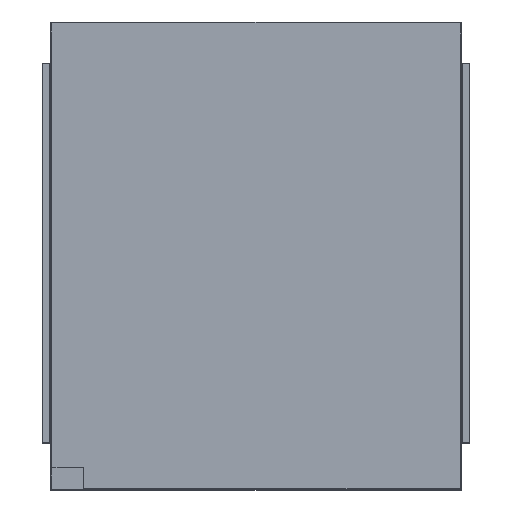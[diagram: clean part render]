
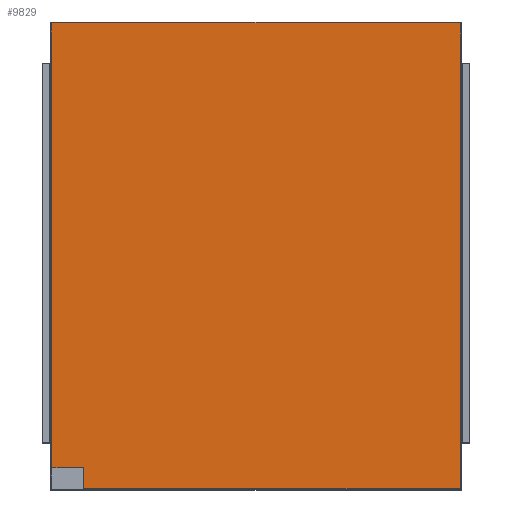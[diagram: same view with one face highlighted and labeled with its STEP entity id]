
A CAD part, top view. The second image highlights one B-rep face of the part: STEP entity #9829.
In plain terms, the highlighted planar face has unit normal (0, 0, 1).
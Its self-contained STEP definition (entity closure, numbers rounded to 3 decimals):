
#50 = LINE ( 'NONE', #5919, #12814 ) ;
#219 = ORIENTED_EDGE ( 'NONE', *, *, #5655, .F. ) ;
#616 = DIRECTION ( 'NONE',  ( 0., 1., 0. ) ) ;
#2089 = CARTESIAN_POINT ( 'NONE',  ( -315., 40., 305. ) ) ;
#2573 = VERTEX_POINT ( 'NONE', #2983 ) ;
#2712 = DIRECTION ( 'NONE',  ( -1., 0., 0. ) ) ;
#2745 = VECTOR ( 'NONE', #616, 1000. ) ;
#2983 = CARTESIAN_POINT ( 'NONE',  ( 375., 853.263, 305. ) ) ;
#3400 = EDGE_CURVE ( 'NONE', #8957, #2573, #6202, .T. ) ;
#3923 = EDGE_CURVE ( 'NONE', #8957, #18722, #18704, .T. ) ;
#3930 = CARTESIAN_POINT ( 'NONE',  ( 375., 1.737, 305. ) ) ;
#4550 = ORIENTED_EDGE ( 'NONE', *, *, #3400, .T. ) ;
#5655 = EDGE_CURVE ( 'NONE', #15882, #6754, #50, .T. ) ;
#5919 = CARTESIAN_POINT ( 'NONE',  ( -315., 40., 305. ) ) ;
#6202 = LINE ( 'NONE', #6301, #9274 ) ;
#6301 = CARTESIAN_POINT ( 'NONE',  ( 375., 0., 305. ) ) ;
#6391 = DIRECTION ( 'NONE',  ( 0., 1., 0. ) ) ;
#6754 = VERTEX_POINT ( 'NONE', #11145 ) ;
#7278 = FACE_OUTER_BOUND ( 'NONE', #17521, .T. ) ;
#7415 = VERTEX_POINT ( 'NONE', #18267 ) ;
#7425 = EDGE_CURVE ( 'NONE', #6754, #7415, #11073, .T. ) ;
#7897 = CARTESIAN_POINT ( 'NONE',  ( 375., 1.737, 305. ) ) ;
#8262 = DIRECTION ( 'NONE',  ( -1., 0., 0. ) ) ;
#8918 = CARTESIAN_POINT ( 'NONE',  ( 375., 0., 305. ) ) ;
#8957 = VERTEX_POINT ( 'NONE', #7897 ) ;
#8975 = CARTESIAN_POINT ( 'NONE',  ( -315., 0., 305. ) ) ;
#9271 = AXIS2_PLACEMENT_3D ( 'NONE', #8918, #11695, #14765 ) ;
#9274 = VECTOR ( 'NONE', #6391, 1000. ) ;
#9515 = ORIENTED_EDGE ( 'NONE', *, *, #3923, .F. ) ;
#9829 = ADVANCED_FACE ( 'NONE', ( #7278 ), #11603, .T. ) ;
#10909 = DIRECTION ( 'NONE',  ( -1., 0., 0. ) ) ;
#11009 = EDGE_CURVE ( 'NONE', #2573, #7415, #14410, .T. ) ;
#11073 = LINE ( 'NONE', #13763, #2745 ) ;
#11145 = CARTESIAN_POINT ( 'NONE',  ( -375., 40., 305. ) ) ;
#11154 = VECTOR ( 'NONE', #18946, 1000. ) ;
#11312 = CARTESIAN_POINT ( 'NONE',  ( -315., 1.737, 305. ) ) ;
#11603 = PLANE ( 'NONE',  #9271 ) ;
#11695 = DIRECTION ( 'NONE',  ( 0., 0., 1. ) ) ;
#12042 = ORIENTED_EDGE ( 'NONE', *, *, #7425, .F. ) ;
#12814 = VECTOR ( 'NONE', #10909, 1000. ) ;
#13147 = EDGE_CURVE ( 'NONE', #18722, #15882, #14720, .T. ) ;
#13763 = CARTESIAN_POINT ( 'NONE',  ( -375., 0., 305. ) ) ;
#14410 = LINE ( 'NONE', #17671, #14500 ) ;
#14500 = VECTOR ( 'NONE', #2712, 1000. ) ;
#14720 = LINE ( 'NONE', #8975, #11154 ) ;
#14765 = DIRECTION ( 'NONE',  ( 1., 0., 0. ) ) ;
#15681 = ORIENTED_EDGE ( 'NONE', *, *, #11009, .T. ) ;
#15882 = VERTEX_POINT ( 'NONE', #2089 ) ;
#16936 = VECTOR ( 'NONE', #8262, 1000. ) ;
#17521 = EDGE_LOOP ( 'NONE', ( #219, #17995, #9515, #4550, #15681, #12042 ) ) ;
#17671 = CARTESIAN_POINT ( 'NONE',  ( 375., 853.263, 305. ) ) ;
#17995 = ORIENTED_EDGE ( 'NONE', *, *, #13147, .F. ) ;
#18267 = CARTESIAN_POINT ( 'NONE',  ( -375., 853.263, 305. ) ) ;
#18704 = LINE ( 'NONE', #3930, #16936 ) ;
#18722 = VERTEX_POINT ( 'NONE', #11312 ) ;
#18946 = DIRECTION ( 'NONE',  ( 0., 1., 0. ) ) ;
